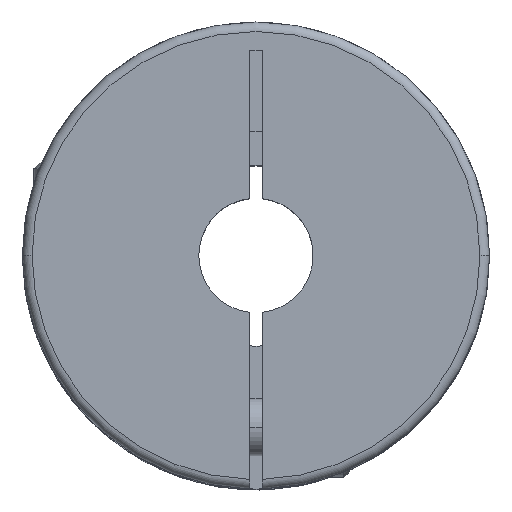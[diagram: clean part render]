
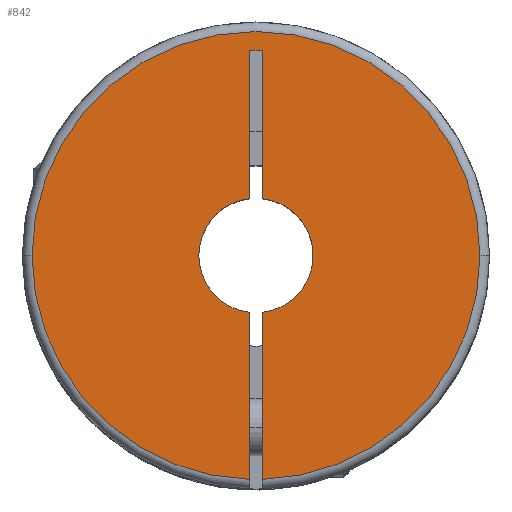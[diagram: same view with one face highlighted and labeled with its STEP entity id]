
A CAD part, top view. The second image highlights one B-rep face of the part: STEP entity #842.
In plain terms, the highlighted planar face has unit normal (0, 0, 1).
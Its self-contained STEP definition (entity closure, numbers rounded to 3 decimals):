
#76 = LINE ( 'NONE', #2574, #1761 ) ;
#245 = ORIENTED_EDGE ( 'NONE', *, *, #4136, .F. ) ;
#270 = VECTOR ( 'NONE', #1788, 1000. ) ;
#309 = AXIS2_PLACEMENT_3D ( 'NONE', #1523, #802, #2943 ) ;
#354 = ORIENTED_EDGE ( 'NONE', *, *, #506, .F. ) ;
#453 = DIRECTION ( 'NONE',  ( 0., 0., -1. ) ) ;
#505 = CARTESIAN_POINT ( 'NONE',  ( 0.65, 21.5, 0. ) ) ;
#506 = EDGE_CURVE ( 'NONE', #1555, #2717, #2329, .T. ) ;
#508 = CARTESIAN_POINT ( 'NONE',  ( -0.65, -5.965, 0. ) ) ;
#536 = AXIS2_PLACEMENT_3D ( 'NONE', #2738, #961, #3807 ) ;
#602 = CARTESIAN_POINT ( 'NONE',  ( 0., 0., 0. ) ) ;
#604 = VECTOR ( 'NONE', #3818, 1000. ) ;
#608 = AXIS2_PLACEMENT_3D ( 'NONE', #3974, #3694, #4390 ) ;
#611 = VERTEX_POINT ( 'NONE', #1433 ) ;
#622 = ORIENTED_EDGE ( 'NONE', *, *, #1457, .F. ) ;
#718 = CARTESIAN_POINT ( 'NONE',  ( -0.65, 21.5, 0. ) ) ;
#802 = DIRECTION ( 'NONE',  ( 0., 0., -1. ) ) ;
#803 = VERTEX_POINT ( 'NONE', #1349 ) ;
#829 = CIRCLE ( 'NONE', #1632, 6. ) ;
#842 = ADVANCED_FACE ( 'NONE', ( #4544 ), #1302, .F. ) ;
#897 = CARTESIAN_POINT ( 'NONE',  ( -23.5, 0., 0. ) ) ;
#904 = AXIS2_PLACEMENT_3D ( 'NONE', #4142, #453, #1042 ) ;
#961 = DIRECTION ( 'NONE',  ( 0., 0., -1. ) ) ;
#1003 = CARTESIAN_POINT ( 'NONE',  ( 0., 0., 0. ) ) ;
#1042 = DIRECTION ( 'NONE',  ( -1., 0., 0. ) ) ;
#1178 = ORIENTED_EDGE ( 'NONE', *, *, #3373, .F. ) ;
#1302 = PLANE ( 'NONE',  #3172 ) ;
#1341 = CARTESIAN_POINT ( 'NONE',  ( 0.65, -24.5, 0. ) ) ;
#1343 = CIRCLE ( 'NONE', #2762, 6. ) ;
#1349 = CARTESIAN_POINT ( 'NONE',  ( -0.65, 5.965, 0. ) ) ;
#1375 = CARTESIAN_POINT ( 'NONE',  ( 23.5, 0., 0. ) ) ;
#1433 = CARTESIAN_POINT ( 'NONE',  ( 0.65, -23.491, 0. ) ) ;
#1457 = EDGE_CURVE ( 'NONE', #3625, #3099, #3015, .T. ) ;
#1494 = VECTOR ( 'NONE', #2295, 1000. ) ;
#1523 = CARTESIAN_POINT ( 'NONE',  ( 0., 0., 0. ) ) ;
#1555 = VERTEX_POINT ( 'NONE', #897 ) ;
#1632 = AXIS2_PLACEMENT_3D ( 'NONE', #602, #3790, #2071 ) ;
#1761 = VECTOR ( 'NONE', #2965, 1000. ) ;
#1788 = DIRECTION ( 'NONE',  ( 0., -1., 0. ) ) ;
#1928 = CARTESIAN_POINT ( 'NONE',  ( -0.65, -23.491, 0. ) ) ;
#2029 = LINE ( 'NONE', #1341, #604 ) ;
#2040 = CARTESIAN_POINT ( 'NONE',  ( -0.65, 21.5, 0. ) ) ;
#2071 = DIRECTION ( 'NONE',  ( -1., 0., 0. ) ) ;
#2223 = CARTESIAN_POINT ( 'NONE',  ( -6., 0., 0. ) ) ;
#2280 = EDGE_CURVE ( 'NONE', #2717, #611, #2835, .T. ) ;
#2295 = DIRECTION ( 'NONE',  ( 0., 1., 0. ) ) ;
#2329 = CIRCLE ( 'NONE', #309, 23.5 ) ;
#2379 = ORIENTED_EDGE ( 'NONE', *, *, #3611, .F. ) ;
#2442 = LINE ( 'NONE', #718, #270 ) ;
#2522 = CARTESIAN_POINT ( 'NONE',  ( 0., 0., 0. ) ) ;
#2538 = VERTEX_POINT ( 'NONE', #508 ) ;
#2574 = CARTESIAN_POINT ( 'NONE',  ( -0.65, 21.5, 0. ) ) ;
#2689 = CIRCLE ( 'NONE', #904, 23.5 ) ;
#2717 = VERTEX_POINT ( 'NONE', #1375 ) ;
#2734 = DIRECTION ( 'NONE',  ( 0., 0., -1. ) ) ;
#2738 = CARTESIAN_POINT ( 'NONE',  ( 0., 0., 0. ) ) ;
#2762 = AXIS2_PLACEMENT_3D ( 'NONE', #2522, #3542, #4286 ) ;
#2835 = CIRCLE ( 'NONE', #536, 23.5 ) ;
#2838 = EDGE_CURVE ( 'NONE', #3815, #803, #2996, .T. ) ;
#2943 = DIRECTION ( 'NONE',  ( -1., 0., 0. ) ) ;
#2965 = DIRECTION ( 'NONE',  ( 0., -1., 0. ) ) ;
#2996 = CIRCLE ( 'NONE', #608, 6. ) ;
#3015 = LINE ( 'NONE', #4452, #4267 ) ;
#3037 = ORIENTED_EDGE ( 'NONE', *, *, #3812, .F. ) ;
#3080 = ORIENTED_EDGE ( 'NONE', *, *, #3214, .T. ) ;
#3099 = VERTEX_POINT ( 'NONE', #2040 ) ;
#3154 = VERTEX_POINT ( 'NONE', #4579 ) ;
#3172 = AXIS2_PLACEMENT_3D ( 'NONE', #1003, #2734, #4176 ) ;
#3214 = EDGE_CURVE ( 'NONE', #2538, #3815, #829, .T. ) ;
#3289 = EDGE_CURVE ( 'NONE', #611, #3154, #2029, .T. ) ;
#3373 = EDGE_CURVE ( 'NONE', #4515, #1555, #2689, .T. ) ;
#3405 = ORIENTED_EDGE ( 'NONE', *, *, #2838, .T. ) ;
#3542 = DIRECTION ( 'NONE',  ( 0., 0., -1. ) ) ;
#3611 = EDGE_CURVE ( 'NONE', #4520, #3625, #3699, .T. ) ;
#3618 = ORIENTED_EDGE ( 'NONE', *, *, #3289, .F. ) ;
#3625 = VERTEX_POINT ( 'NONE', #505 ) ;
#3694 = DIRECTION ( 'NONE',  ( 0., 0., -1. ) ) ;
#3699 = LINE ( 'NONE', #4456, #1494 ) ;
#3712 = EDGE_CURVE ( 'NONE', #4520, #3154, #1343, .T. ) ;
#3722 = CARTESIAN_POINT ( 'NONE',  ( 0.65, 5.965, 0. ) ) ;
#3790 = DIRECTION ( 'NONE',  ( 0., 0., -1. ) ) ;
#3807 = DIRECTION ( 'NONE',  ( -1., 0., 0. ) ) ;
#3812 = EDGE_CURVE ( 'NONE', #3099, #803, #76, .T. ) ;
#3815 = VERTEX_POINT ( 'NONE', #2223 ) ;
#3818 = DIRECTION ( 'NONE',  ( 0., 1., 0. ) ) ;
#3922 = ORIENTED_EDGE ( 'NONE', *, *, #2280, .F. ) ;
#3974 = CARTESIAN_POINT ( 'NONE',  ( 0., 0., 0. ) ) ;
#4012 = ORIENTED_EDGE ( 'NONE', *, *, #3712, .T. ) ;
#4023 = DIRECTION ( 'NONE',  ( -1., 0., 0. ) ) ;
#4136 = EDGE_CURVE ( 'NONE', #2538, #4515, #2442, .T. ) ;
#4142 = CARTESIAN_POINT ( 'NONE',  ( 0., 0., 0. ) ) ;
#4176 = DIRECTION ( 'NONE',  ( 0., -1., 0. ) ) ;
#4267 = VECTOR ( 'NONE', #4023, 1000. ) ;
#4286 = DIRECTION ( 'NONE',  ( -1., 0., 0. ) ) ;
#4390 = DIRECTION ( 'NONE',  ( -1., 0., 0. ) ) ;
#4452 = CARTESIAN_POINT ( 'NONE',  ( 0.65, 21.5, 0. ) ) ;
#4456 = CARTESIAN_POINT ( 'NONE',  ( 0.65, -24.5, 0. ) ) ;
#4485 = EDGE_LOOP ( 'NONE', ( #1178, #245, #3080, #3405, #3037, #622, #2379, #4012, #3618, #3922, #354 ) ) ;
#4515 = VERTEX_POINT ( 'NONE', #1928 ) ;
#4520 = VERTEX_POINT ( 'NONE', #3722 ) ;
#4544 = FACE_OUTER_BOUND ( 'NONE', #4485, .T. ) ;
#4579 = CARTESIAN_POINT ( 'NONE',  ( 0.65, -5.965, 0. ) ) ;
